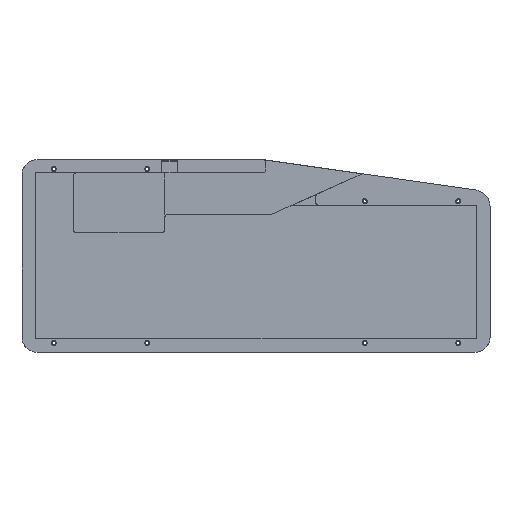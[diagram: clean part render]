
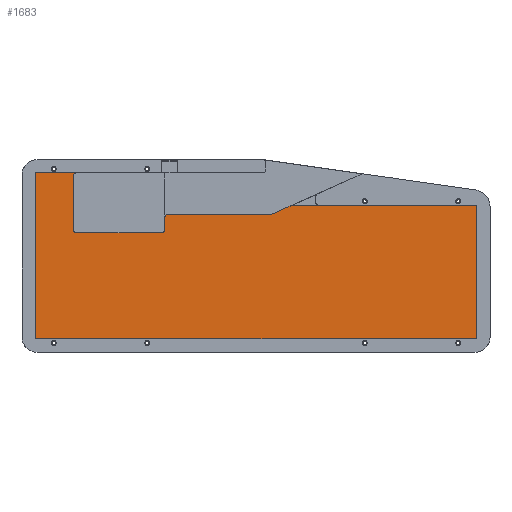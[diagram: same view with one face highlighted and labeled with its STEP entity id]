
A CAD part, top view. The second image highlights one B-rep face of the part: STEP entity #1683.
In plain terms, the highlighted planar face has unit normal (0, 0, 1).
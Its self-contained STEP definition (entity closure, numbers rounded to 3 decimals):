
#122=CIRCLE('',#1802,2.);
#126=CIRCLE('',#1809,2.);
#127=CIRCLE('',#1811,2.);
#128=CIRCLE('',#1813,2.);
#129=CIRCLE('',#1814,4.);
#214=FACE_OUTER_BOUND('',#320,.T.);
#320=EDGE_LOOP('',(#1210,#1211,#1212,#1213,#1214,#1215,#1216,#1217,#1218,
#1219,#1220,#1221,#1222,#1223,#1224));
#491=LINE('',#2629,#632);
#496=LINE('',#2643,#637);
#497=LINE('',#2646,#638);
#498=LINE('',#2648,#639);
#499=LINE('',#2650,#640);
#500=LINE('',#2652,#641);
#501=LINE('',#2654,#642);
#502=LINE('',#2656,#643);
#503=LINE('',#2658,#644);
#504=LINE('',#2661,#645);
#632=VECTOR('',#2068,10.);
#637=VECTOR('',#2083,10.);
#638=VECTOR('',#2086,10.);
#639=VECTOR('',#2087,10.);
#640=VECTOR('',#2088,10.);
#641=VECTOR('',#2089,10.);
#642=VECTOR('',#2090,10.);
#643=VECTOR('',#2091,10.);
#644=VECTOR('',#2092,10.);
#645=VECTOR('',#2095,10.);
#760=VERTEX_POINT('',#2602);
#761=VERTEX_POINT('',#2604);
#771=VERTEX_POINT('',#2628);
#772=VERTEX_POINT('',#2632);
#773=VERTEX_POINT('',#2636);
#774=VERTEX_POINT('',#2637);
#775=VERTEX_POINT('',#2642);
#776=VERTEX_POINT('',#2644);
#777=VERTEX_POINT('',#2647);
#778=VERTEX_POINT('',#2649);
#779=VERTEX_POINT('',#2651);
#780=VERTEX_POINT('',#2653);
#781=VERTEX_POINT('',#2655);
#782=VERTEX_POINT('',#2657);
#783=VERTEX_POINT('',#2659);
#927=EDGE_CURVE('',#760,#761,#122,.T.);
#939=EDGE_CURVE('',#771,#761,#491,.T.);
#941=EDGE_CURVE('',#771,#772,#126,.T.);
#943=EDGE_CURVE('',#773,#774,#127,.T.);
#946=EDGE_CURVE('',#773,#775,#496,.T.);
#947=EDGE_CURVE('',#776,#775,#128,.T.);
#948=EDGE_CURVE('',#776,#772,#497,.T.);
#949=EDGE_CURVE('',#777,#760,#498,.T.);
#950=EDGE_CURVE('',#778,#777,#499,.T.);
#951=EDGE_CURVE('',#779,#778,#500,.T.);
#952=EDGE_CURVE('',#780,#779,#501,.T.);
#953=EDGE_CURVE('',#781,#780,#502,.T.);
#954=EDGE_CURVE('',#782,#781,#503,.T.);
#955=EDGE_CURVE('',#783,#782,#129,.T.);
#956=EDGE_CURVE('',#774,#783,#504,.T.);
#1210=ORIENTED_EDGE('',*,*,#943,.F.);
#1211=ORIENTED_EDGE('',*,*,#946,.T.);
#1212=ORIENTED_EDGE('',*,*,#947,.F.);
#1213=ORIENTED_EDGE('',*,*,#948,.T.);
#1214=ORIENTED_EDGE('',*,*,#941,.F.);
#1215=ORIENTED_EDGE('',*,*,#939,.T.);
#1216=ORIENTED_EDGE('',*,*,#927,.F.);
#1217=ORIENTED_EDGE('',*,*,#949,.F.);
#1218=ORIENTED_EDGE('',*,*,#950,.F.);
#1219=ORIENTED_EDGE('',*,*,#951,.F.);
#1220=ORIENTED_EDGE('',*,*,#952,.F.);
#1221=ORIENTED_EDGE('',*,*,#953,.F.);
#1222=ORIENTED_EDGE('',*,*,#954,.F.);
#1223=ORIENTED_EDGE('',*,*,#955,.F.);
#1224=ORIENTED_EDGE('',*,*,#956,.F.);
#1621=PLANE('',#1812);
#1683=ADVANCED_FACE('',(#214),#1621,.F.);
#1802=AXIS2_PLACEMENT_3D('',#2605,#2048,#2049);
#1809=AXIS2_PLACEMENT_3D('',#2633,#2072,#2073);
#1811=AXIS2_PLACEMENT_3D('',#2638,#2077,#2078);
#1812=AXIS2_PLACEMENT_3D('',#2641,#2081,#2082);
#1813=AXIS2_PLACEMENT_3D('',#2645,#2084,#2085);
#1814=AXIS2_PLACEMENT_3D('',#2660,#2093,#2094);
#2048=DIRECTION('center_axis',(0.,0.,1.));
#2049=DIRECTION('ref_axis',(-0.707,0.707,0.));
#2068=DIRECTION('',(0.,1.,0.));
#2072=DIRECTION('center_axis',(0.,0.,1.));
#2073=DIRECTION('ref_axis',(-0.707,-0.707,0.));
#2077=DIRECTION('center_axis',(0.,0.,-1.));
#2078=DIRECTION('ref_axis',(-0.707,0.707,0.));
#2081=DIRECTION('center_axis',(0.,0.,-1.));
#2082=DIRECTION('ref_axis',(-1.,0.,0.));
#2083=DIRECTION('',(0.,-1.,0.));
#2084=DIRECTION('center_axis',(0.,0.,1.));
#2085=DIRECTION('ref_axis',(0.707,-0.707,0.));
#2086=DIRECTION('',(-1.,0.,0.));
#2087=DIRECTION('',(1.,0.,0.));
#2088=DIRECTION('',(0.,1.,0.));
#2089=DIRECTION('',(-1.,0.,0.));
#2090=DIRECTION('',(0.,-1.,0.));
#2091=DIRECTION('',(1.,0.,0.));
#2092=DIRECTION('',(0.913,0.408,0.));
#2093=DIRECTION('center_axis',(0.,0.,1.));
#2094=DIRECTION('ref_axis',(0.208,-0.978,0.));
#2095=DIRECTION('',(1.,0.,0.));
#2602=CARTESIAN_POINT('',(351.,-84.88,36.918));
#2604=CARTESIAN_POINT('',(349.,-86.88,36.918));
#2605=CARTESIAN_POINT('Origin',(351.,-86.88,36.918));
#2628=CARTESIAN_POINT('',(349.,-118.,36.918));
#2629=CARTESIAN_POINT('',(349.,-126.841,36.918));
#2632=CARTESIAN_POINT('',(351.,-120.,36.918));
#2633=CARTESIAN_POINT('Origin',(351.,-118.,36.918));
#2636=CARTESIAN_POINT('',(402.987,-111.128,36.918));
#2637=CARTESIAN_POINT('',(404.987,-109.128,36.918));
#2638=CARTESIAN_POINT('Origin',(404.987,-111.128,36.918));
#2641=CARTESIAN_POINT('Origin',(456.58,-133.682,36.918));
#2642=CARTESIAN_POINT('',(402.987,-118.,36.918));
#2643=CARTESIAN_POINT('',(402.987,-109.281,36.918));
#2644=CARTESIAN_POINT('',(400.987,-120.,36.918));
#2645=CARTESIAN_POINT('Origin',(400.987,-118.,36.918));
#2646=CARTESIAN_POINT('',(429.784,-120.,36.918));
#2647=CARTESIAN_POINT('',(326.861,-84.88,36.918));
#2648=CARTESIAN_POINT('',(410.,-84.88,36.918));
#2649=CARTESIAN_POINT('',(326.861,-182.484,36.918));
#2650=CARTESIAN_POINT('',(326.861,-118.121,36.918));
#2651=CARTESIAN_POINT('',(586.3,-182.484,36.918));
#2652=CARTESIAN_POINT('',(326.861,-182.484,36.918));
#2653=CARTESIAN_POINT('',(586.3,-104.121,36.918));
#2654=CARTESIAN_POINT('',(586.3,-158.121,36.918));
#2655=CARTESIAN_POINT('',(477.225,-104.121,36.918));
#2656=CARTESIAN_POINT('',(586.3,-104.121,36.918));
#2657=CARTESIAN_POINT('',(466.794,-108.78,36.918));
#2658=CARTESIAN_POINT('',(484.527,-100.859,36.918));
#2659=CARTESIAN_POINT('',(465.163,-109.128,36.918));
#2660=CARTESIAN_POINT('Origin',(465.163,-105.128,36.918));
#2661=CARTESIAN_POINT('',(461.298,-109.128,36.918));
